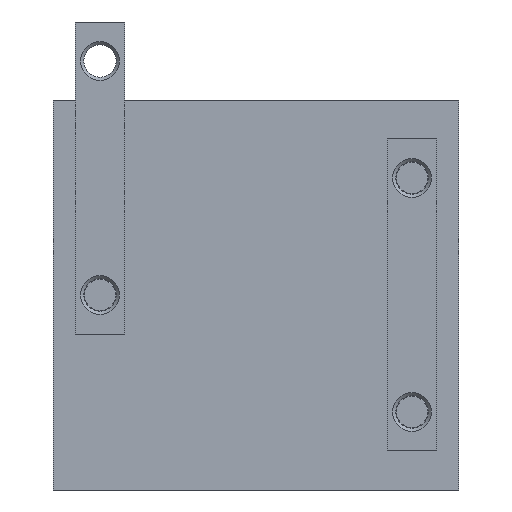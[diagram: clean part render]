
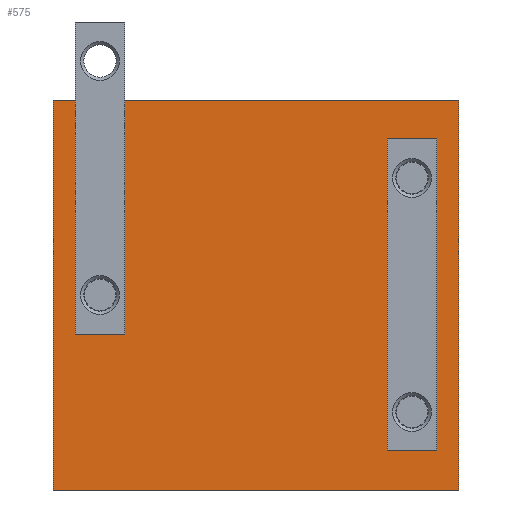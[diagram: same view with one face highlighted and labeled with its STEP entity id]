
A CAD part, front view. The second image highlights one B-rep face of the part: STEP entity #575.
In plain terms, the highlighted planar face has unit normal (0, -1, 0).
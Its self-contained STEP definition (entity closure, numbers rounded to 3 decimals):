
#77=CIRCLE('',#660,2.65);
#79=CIRCLE('',#663,2.65);
#81=CIRCLE('',#666,2.65);
#143=ORIENTED_EDGE('',*,*,#253,.T.);
#144=ORIENTED_EDGE('',*,*,#251,.T.);
#145=ORIENTED_EDGE('',*,*,#249,.T.);
#146=ORIENTED_EDGE('',*,*,#238,.F.);
#147=ORIENTED_EDGE('',*,*,#254,.F.);
#148=ORIENTED_EDGE('',*,*,#245,.F.);
#149=ORIENTED_EDGE('',*,*,#242,.F.);
#238=EDGE_CURVE('',#300,#301,#350,.T.);
#242=EDGE_CURVE('',#301,#304,#354,.T.);
#245=EDGE_CURVE('',#304,#306,#357,.T.);
#249=EDGE_CURVE('',#309,#309,#77,.T.);
#251=EDGE_CURVE('',#311,#311,#79,.T.);
#253=EDGE_CURVE('',#313,#313,#81,.T.);
#254=EDGE_CURVE('',#306,#300,#360,.T.);
#300=VERTEX_POINT('',#922);
#301=VERTEX_POINT('',#923);
#304=VERTEX_POINT('',#931);
#306=VERTEX_POINT('',#937);
#309=VERTEX_POINT('',#945);
#311=VERTEX_POINT('',#950);
#313=VERTEX_POINT('',#955);
#350=LINE('',#921,#378);
#354=LINE('',#930,#382);
#357=LINE('',#936,#385);
#360=LINE('',#957,#388);
#378=VECTOR('',#737,1000.);
#382=VECTOR('',#743,1000.);
#385=VECTOR('',#748,1000.);
#388=VECTOR('',#771,1000.);
#420=EDGE_LOOP('',(#143));
#421=EDGE_LOOP('',(#144));
#422=EDGE_LOOP('',(#145));
#423=EDGE_LOOP('',(#146,#147,#148,#149));
#490=FACE_BOUND('',#420,.T.);
#491=FACE_BOUND('',#421,.T.);
#492=FACE_BOUND('',#422,.T.);
#493=FACE_BOUND('',#423,.T.);
#551=PLANE('',#669);
#575=ADVANCED_FACE('',(#490,#491,#492,#493),#551,.F.);
#660=AXIS2_PLACEMENT_3D('',#944,#755,#756);
#663=AXIS2_PLACEMENT_3D('',#949,#761,#762);
#666=AXIS2_PLACEMENT_3D('',#954,#767,#768);
#669=AXIS2_PLACEMENT_3D('',#960,#775,#776);
#737=DIRECTION('',(0.,0.,1.));
#743=DIRECTION('',(1.,0.,0.));
#748=DIRECTION('',(0.,0.,-1.));
#755=DIRECTION('',(0.,1.,0.));
#756=DIRECTION('',(1.,0.,0.));
#761=DIRECTION('',(0.,1.,0.));
#762=DIRECTION('',(1.,0.,0.));
#767=DIRECTION('',(0.,1.,0.));
#768=DIRECTION('',(1.,0.,0.));
#771=DIRECTION('',(-1.,0.,0.));
#775=DIRECTION('',(0.,1.,0.));
#776=DIRECTION('',(0.,0.,1.));
#921=CARTESIAN_POINT('',(-25.,0.,-26.));
#922=CARTESIAN_POINT('',(-25.,0.,-26.));
#923=CARTESIAN_POINT('',(-25.,0.,26.));
#930=CARTESIAN_POINT('',(-25.,0.,26.));
#931=CARTESIAN_POINT('',(25.,0.,26.));
#936=CARTESIAN_POINT('',(25.,0.,26.));
#937=CARTESIAN_POINT('',(25.,0.,-26.));
#944=CARTESIAN_POINT('',(15.,0.,20.));
#945=CARTESIAN_POINT('',(17.65,0.,20.));
#949=CARTESIAN_POINT('',(0.,0.,-20.));
#950=CARTESIAN_POINT('',(2.65,0.,-20.));
#954=CARTESIAN_POINT('',(-15.,0.,20.));
#955=CARTESIAN_POINT('',(-12.35,0.,20.));
#957=CARTESIAN_POINT('',(25.,0.,-26.));
#960=CARTESIAN_POINT('',(0.,0.,0.));
